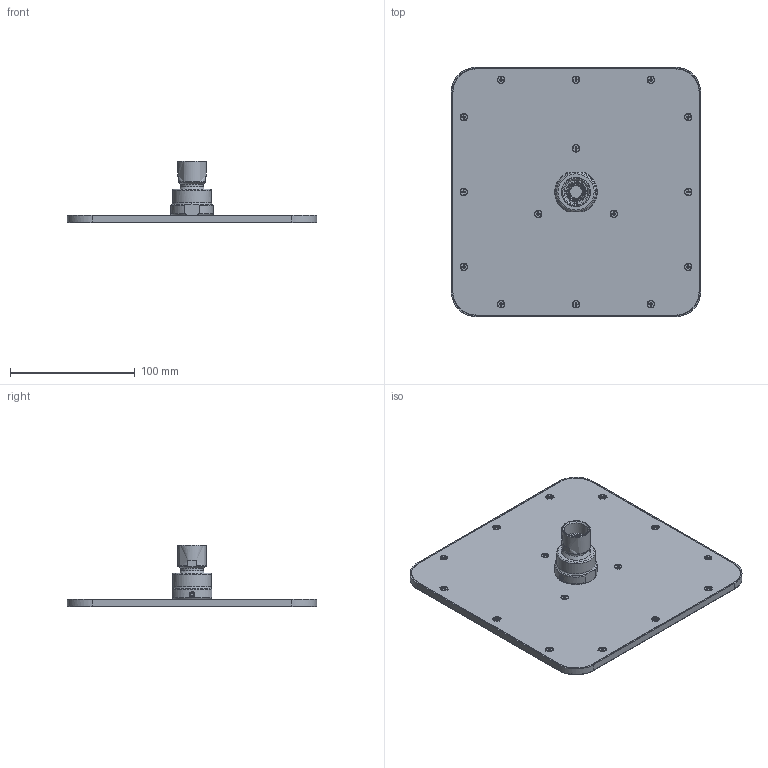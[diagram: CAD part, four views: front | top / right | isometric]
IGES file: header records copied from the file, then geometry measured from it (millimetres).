
Global section: file name: b55892cb-b31e-4355-9eba-53d89961339a; native system: unknown; preprocessor: unknown; author: unknown; organization: unknown; date: 20200630.091742; units: millimetre
Bounding box: 200 x 200 x 49.5 mm (x, y, z)
Volume: 87064.5 mm3; surface area: 177352 mm2
Topology: 35 solids, 35 shells, 841 faces, 2496 edges, 1774 vertices
Faces by surface type: bspline 841
